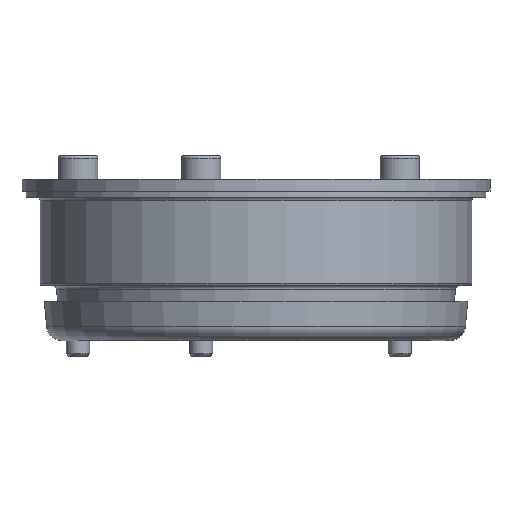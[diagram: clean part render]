
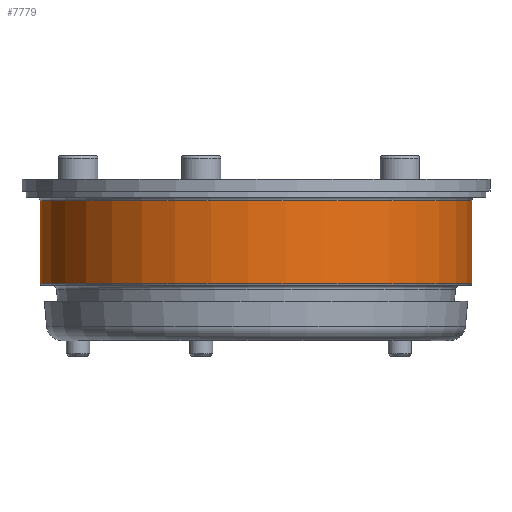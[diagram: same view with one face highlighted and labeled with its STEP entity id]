
A CAD part, front view. The second image highlights one B-rep face of the part: STEP entity #7779.
In plain terms, the highlighted cylindrical face has radius 54.9 mm (diameter 109.8 mm), a full revolution.
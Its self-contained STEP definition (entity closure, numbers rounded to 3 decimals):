
#194=CYLINDRICAL_SURFACE('',#8398,54.9);
#385=CIRCLE('',#8389,54.9);
#386=CIRCLE('',#8390,54.9);
#390=CIRCLE('',#8394,54.9);
#393=CIRCLE('',#8399,54.9);
#394=CIRCLE('',#8400,54.9);
#1080=FACE_OUTER_BOUND('',#1530,.T.);
#1530=EDGE_LOOP('',(#6191,#6192,#6193,#6194,#6195,#6196,#6197));
#2105=LINE('',#12618,#2750);
#2750=VECTOR('',#9557,54.9);
#3483=VERTEX_POINT('',#12597);
#3484=VERTEX_POINT('',#12598);
#3485=VERTEX_POINT('',#12600);
#3490=VERTEX_POINT('',#12614);
#3491=VERTEX_POINT('',#12615);
#4459=EDGE_CURVE('',#3483,#3484,#385,.T.);
#4460=EDGE_CURVE('',#3484,#3485,#386,.T.);
#4464=EDGE_CURVE('',#3485,#3483,#390,.T.);
#4467=EDGE_CURVE('',#3490,#3491,#393,.T.);
#4468=EDGE_CURVE('',#3491,#3490,#394,.T.);
#4469=EDGE_CURVE('',#3491,#3484,#2105,.T.);
#6191=ORIENTED_EDGE('',*,*,#4467,.F.);
#6192=ORIENTED_EDGE('',*,*,#4468,.F.);
#6193=ORIENTED_EDGE('',*,*,#4469,.T.);
#6194=ORIENTED_EDGE('',*,*,#4459,.F.);
#6195=ORIENTED_EDGE('',*,*,#4464,.F.);
#6196=ORIENTED_EDGE('',*,*,#4460,.F.);
#6197=ORIENTED_EDGE('',*,*,#4469,.F.);
#7779=ADVANCED_FACE('',(#1080),#194,.T.);
#8389=AXIS2_PLACEMENT_3D('',#12599,#9533,#9534);
#8390=AXIS2_PLACEMENT_3D('',#12601,#9535,#9536);
#8394=AXIS2_PLACEMENT_3D('',#12607,#9543,#9544);
#8398=AXIS2_PLACEMENT_3D('',#12613,#9551,#9552);
#8399=AXIS2_PLACEMENT_3D('',#12616,#9553,#9554);
#8400=AXIS2_PLACEMENT_3D('',#12617,#9555,#9556);
#9533=DIRECTION('center_axis',(0.,0.,-1.));
#9534=DIRECTION('ref_axis',(0.,-1.,0.));
#9535=DIRECTION('center_axis',(0.,0.,-1.));
#9536=DIRECTION('ref_axis',(0.,-1.,0.));
#9543=DIRECTION('center_axis',(0.,0.,-1.));
#9544=DIRECTION('ref_axis',(0.,-1.,0.));
#9551=DIRECTION('center_axis',(0.,0.,1.));
#9552=DIRECTION('ref_axis',(-1.,0.,0.));
#9553=DIRECTION('center_axis',(0.,0.,1.));
#9554=DIRECTION('ref_axis',(0.,1.,0.));
#9555=DIRECTION('center_axis',(0.,0.,1.));
#9556=DIRECTION('ref_axis',(0.,1.,0.));
#9557=DIRECTION('',(0.,0.,-1.));
#12597=CARTESIAN_POINT('',(0.,54.9,11.5));
#12598=CARTESIAN_POINT('',(54.9,0.,11.5));
#12599=CARTESIAN_POINT('Origin',(0.,0.,
11.5));
#12600=CARTESIAN_POINT('',(-54.9,0.,11.5));
#12601=CARTESIAN_POINT('Origin',(0.,0.,
11.5));
#12607=CARTESIAN_POINT('Origin',(0.,0.,
11.5));
#12613=CARTESIAN_POINT('Origin',(0.,0.,
0.));
#12614=CARTESIAN_POINT('',(0.,-54.9,32.5));
#12615=CARTESIAN_POINT('',(54.9,0.,32.5));
#12616=CARTESIAN_POINT('Origin',(0.,0.,
32.5));
#12617=CARTESIAN_POINT('Origin',(0.,0.,
32.5));
#12618=CARTESIAN_POINT('',(54.9,0.,0.));
